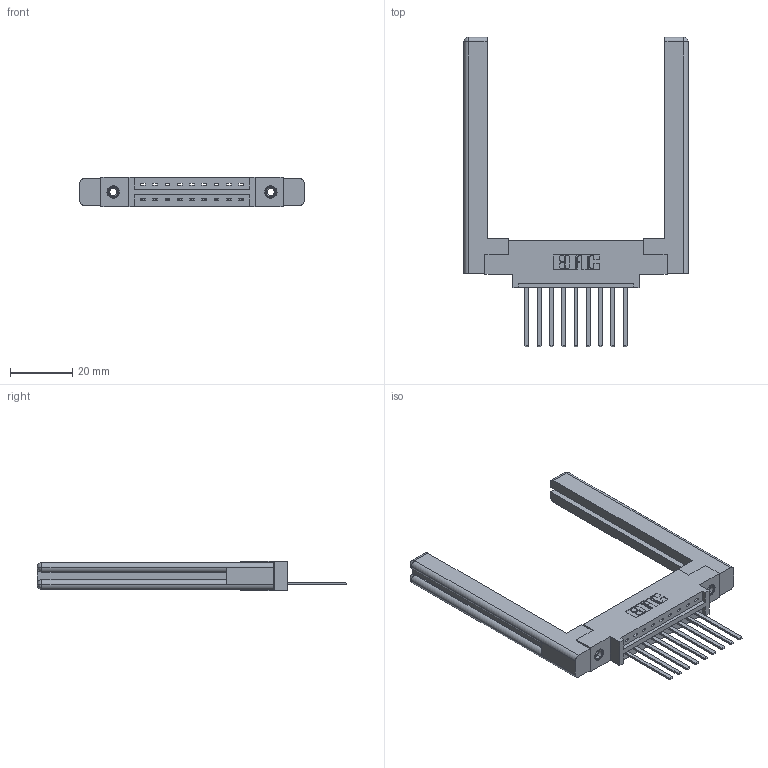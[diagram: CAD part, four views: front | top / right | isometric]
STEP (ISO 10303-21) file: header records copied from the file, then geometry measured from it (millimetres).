
FILE_DESCRIPTION (( 'STEP AP203' ), '1' );
FILE_NAME ('337-009-544-658.STEP', '2019-09-27T20:38:12', ( '' ), ( '' ), 'SwSTEP 2.0', 'SolidWorks 2016', '' );
FILE_SCHEMA (( 'CONFIG_CONTROL_DESIGN' ));
Length unit declared in the file: inch
Products named in the file (5): 345-250-001_345-250-001-102; 307-220-058; 345-292-001_345-293-144; 337-009-544-658; 337 Part_0.170 Offset - 0.156 Dia-TI
Assembly tree (14 placements, depth 2):
  337-009-544-658
    337 Part_0.170 Offset - 0.156 Dia-TI
    345-292-001_345-293-144  x9
    345-250-001_345-250-001-102  x2
    307-220-058  x2
Bounding box: 72.29 x 99.7 x 9.4 mm (x, y, z)
Volume: 14249.1 mm3; surface area: 12792.5 mm2
Topology: 14 solids, 14 shells, 764 faces, 2207 edges, 1446 vertices
Faces by surface type: plane 536, cylinder 204, cone 12, torus 12
Entity records: 13540 total; most frequent: CARTESIAN_POINT 2356, ORIENTED_EDGE 2240, DIRECTION 2066, EDGE_CURVE 1120, LINE 948, VECTOR 948, VERTEX_POINT 738, AXIS2_PLACEMENT_3D 559
